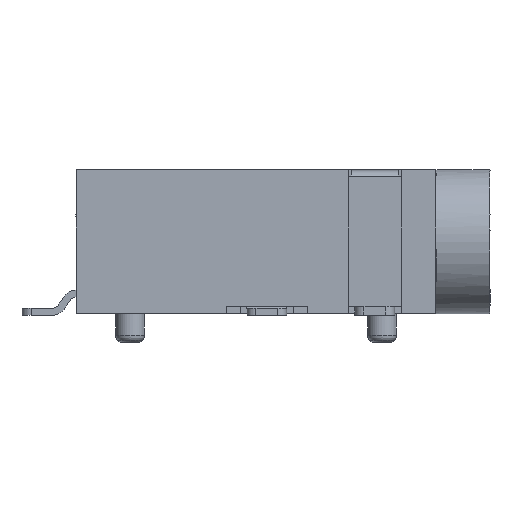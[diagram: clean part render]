
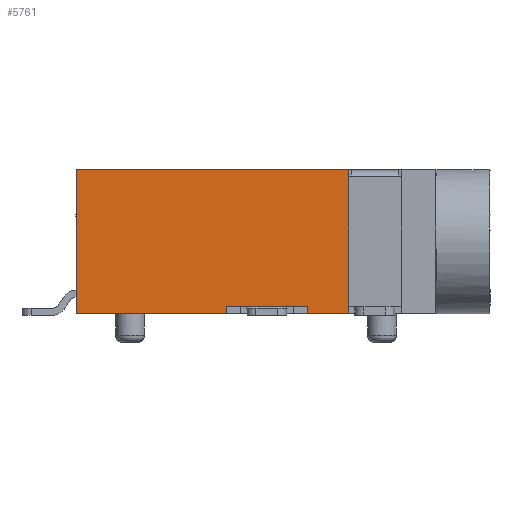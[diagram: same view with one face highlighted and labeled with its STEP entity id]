
A CAD part, front view. The second image highlights one B-rep face of the part: STEP entity #5761.
In plain terms, the highlighted planar face has unit normal (0, -1, 0).
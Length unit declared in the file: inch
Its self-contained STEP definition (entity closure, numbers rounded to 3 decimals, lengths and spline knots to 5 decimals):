
#6 = EDGE_CURVE ( 'NONE', #2734, #6322, #4462, .T. ) ;
#74 = DIRECTION ( 'NONE',  ( 0., 0., 1. ) ) ;
#88 = CARTESIAN_POINT ( 'NONE',  ( 33.25764, 22.36987, -2.08992 ) ) ;
#329 = CARTESIAN_POINT ( 'NONE',  ( 33.09346, 22.36987, -1.93244 ) ) ;
#379 = CARTESIAN_POINT ( 'NONE',  ( 33.25764, 22.36987, -1.93244 ) ) ;
#527 = CARTESIAN_POINT ( 'NONE',  ( 33.09346, 22.36987, -2.08204 ) ) ;
#708 = FACE_OUTER_BOUND ( 'NONE', #7005, .T. ) ;
#792 = PLANE ( 'NONE',  #7187 ) ;
#807 = VERTEX_POINT ( 'NONE', #2912 ) ;
#814 = ORIENTED_EDGE ( 'NONE', *, *, #2214, .T. ) ;
#878 = DIRECTION ( 'NONE',  ( 1., 0., 0. ) ) ;
#881 = VECTOR ( 'NONE', #878, 39.37008 ) ;
#1402 = VECTOR ( 'NONE', #1931, 39.37008 ) ;
#1581 = VERTEX_POINT ( 'NONE', #88 ) ;
#1727 = EDGE_CURVE ( 'NONE', #7875, #4893, #6816, .T. ) ;
#1931 = DIRECTION ( 'NONE',  ( 1., 0., 0. ) ) ;
#2214 = EDGE_CURVE ( 'NONE', #1581, #2734, #3637, .T. ) ;
#2431 = EDGE_CURVE ( 'NONE', #3644, #3015, #4014, .T. ) ;
#2715 = LINE ( 'NONE', #3549, #881 ) ;
#2734 = VERTEX_POINT ( 'NONE', #4198 ) ;
#2779 = ORIENTED_EDGE ( 'NONE', *, *, #5444, .T. ) ;
#2854 = CARTESIAN_POINT ( 'NONE',  ( 33.09346, 22.36987, -1.93244 ) ) ;
#2912 = CARTESIAN_POINT ( 'NONE',  ( 33.34661, 22.36987, -2.08992 ) ) ;
#3015 = VERTEX_POINT ( 'NONE', #329 ) ;
#3074 = DIRECTION ( 'NONE',  ( 1., 0., 0. ) ) ;
#3104 = EDGE_CURVE ( 'NONE', #3644, #1581, #2715, .T. ) ;
#3167 = EDGE_CURVE ( 'NONE', #807, #4893, #5595, .T. ) ;
#3412 = DIRECTION ( 'NONE',  ( 0., -1., 0. ) ) ;
#3482 = ORIENTED_EDGE ( 'NONE', *, *, #1727, .F. ) ;
#3549 = CARTESIAN_POINT ( 'NONE',  ( 33.09346, 22.36987, -2.08992 ) ) ;
#3637 = LINE ( 'NONE', #379, #8375 ) ;
#3644 = VERTEX_POINT ( 'NONE', #7486 ) ;
#3942 = CARTESIAN_POINT ( 'NONE',  ( 33.3915, 22.36987, -2.08992 ) ) ;
#4014 = LINE ( 'NONE', #5928, #5935 ) ;
#4133 = DIRECTION ( 'NONE',  ( 0., 0., -1. ) ) ;
#4198 = CARTESIAN_POINT ( 'NONE',  ( 33.25764, 22.36987, -2.08204 ) ) ;
#4239 = ORIENTED_EDGE ( 'NONE', *, *, #6364, .F. ) ;
#4462 = LINE ( 'NONE', #527, #1402 ) ;
#4657 = LINE ( 'NONE', #4737, #5153 ) ;
#4737 = CARTESIAN_POINT ( 'NONE',  ( 33.34661, 22.36987, -1.93244 ) ) ;
#4756 = CARTESIAN_POINT ( 'NONE',  ( 33.35527, 22.36987, -1.93244 ) ) ;
#4893 = VERTEX_POINT ( 'NONE', #3942 ) ;
#5153 = VECTOR ( 'NONE', #4133, 39.37008 ) ;
#5444 = EDGE_CURVE ( 'NONE', #6322, #807, #4657, .T. ) ;
#5522 = DIRECTION ( 'NONE',  ( 1., 0., 0. ) ) ;
#5547 = CARTESIAN_POINT ( 'NONE',  ( 33.3915, 22.36987, -1.93244 ) ) ;
#5595 = LINE ( 'NONE', #8226, #6208 ) ;
#5761 = ADVANCED_FACE ( 'NONE', ( #708 ), #792, .T. ) ;
#5837 = ORIENTED_EDGE ( 'NONE', *, *, #3104, .T. ) ;
#5928 = CARTESIAN_POINT ( 'NONE',  ( 33.09346, 22.36987, -2.0722 ) ) ;
#5935 = VECTOR ( 'NONE', #74, 39.37008 ) ;
#6000 = DIRECTION ( 'NONE',  ( 0., 0., -1. ) ) ;
#6208 = VECTOR ( 'NONE', #3074, 39.37008 ) ;
#6313 = ORIENTED_EDGE ( 'NONE', *, *, #6, .T. ) ;
#6322 = VERTEX_POINT ( 'NONE', #7914 ) ;
#6364 = EDGE_CURVE ( 'NONE', #3015, #7875, #7016, .T. ) ;
#6385 = VECTOR ( 'NONE', #5522, 39.37008 ) ;
#6454 = VECTOR ( 'NONE', #8137, 39.37008 ) ;
#6562 = ORIENTED_EDGE ( 'NONE', *, *, #2431, .F. ) ;
#6816 = LINE ( 'NONE', #5547, #6454 ) ;
#7005 = EDGE_LOOP ( 'NONE', ( #5837, #814, #6313, #2779, #7901, #3482, #4239, #6562 ) ) ;
#7016 = LINE ( 'NONE', #4756, #6385 ) ;
#7187 = AXIS2_PLACEMENT_3D ( 'NONE', #2854, #3412, #6000 ) ;
#7486 = CARTESIAN_POINT ( 'NONE',  ( 33.09346, 22.36987, -2.08992 ) ) ;
#7875 = VERTEX_POINT ( 'NONE', #8110 ) ;
#7901 = ORIENTED_EDGE ( 'NONE', *, *, #3167, .T. ) ;
#7914 = CARTESIAN_POINT ( 'NONE',  ( 33.34661, 22.36987, -2.08204 ) ) ;
#8057 = DIRECTION ( 'NONE',  ( 0., 0., 1. ) ) ;
#8110 = CARTESIAN_POINT ( 'NONE',  ( 33.3915, 22.36987, -1.93244 ) ) ;
#8137 = DIRECTION ( 'NONE',  ( 0., 0., -1. ) ) ;
#8226 = CARTESIAN_POINT ( 'NONE',  ( 33.09346, 22.36987, -2.08992 ) ) ;
#8375 = VECTOR ( 'NONE', #8057, 39.37008 ) ;
